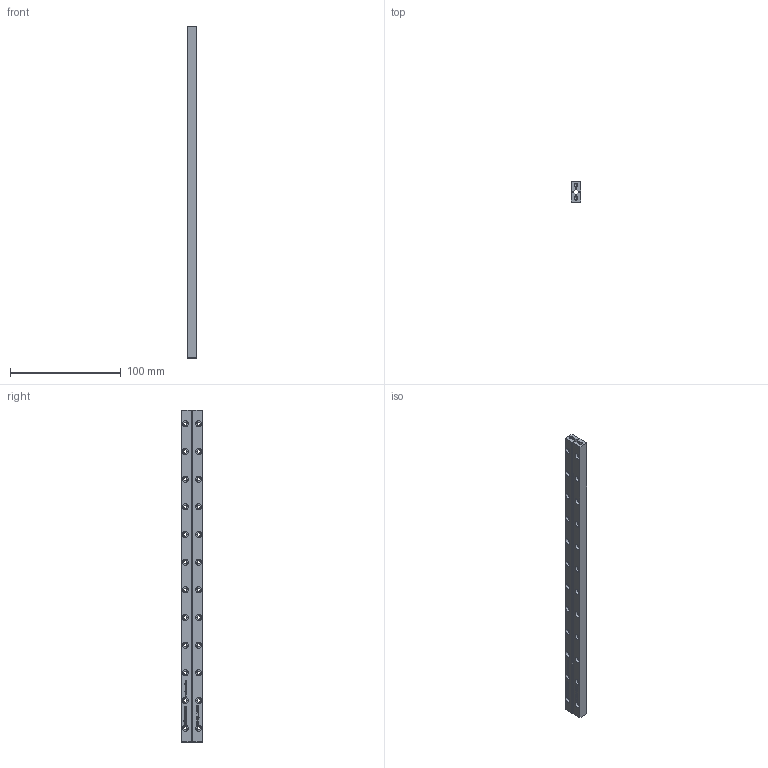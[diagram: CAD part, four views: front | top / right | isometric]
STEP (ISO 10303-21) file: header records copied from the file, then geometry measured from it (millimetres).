
FILE_DESCRIPTION(('FreeCAD Model'),'2;1');
FILE_NAME('RNG 4-300.step' ,'2020-08-08T15:01:30',('Author'),(''), 'Open CASCADE STEP processor 6.8','FreeCAD','Unknown');
FILE_SCHEMA(('AUTOMOTIVE_DESIGN_CC2 { 1 2 10303 214 -1 1 5 4 }'));
Length unit declared in the file: millimetre
Products named in the file (2): ASSEMBLY; Schienenpaar
Assembly tree (1 placements, depth 2):
  ASSEMBLY
    Schienenpaar
Bounding box: 9 x 19 x 300 mm (x, y, z)
Volume: 41704.6 mm3; surface area: 26396.5 mm2
Topology: 2 solids, 2 shells, 780 faces, 2057 edges, 1346 vertices
Faces by surface type: extrusion 437, plane 257, cylinder 54, cone 32
Full cylindrical faces by diameter (mm): 3 x28, 5.5 x24
Entity records: 51159 total; most frequent: CARTESIAN_POINT 12658, DIRECTION 5618, VECTOR 4576, LINE 4139, ORIENTED_EDGE 4106, PCURVE 4106, DEFINITIONAL_REPRESENTATION 4106, B_SPLINE_CURVE_WITH_KNOTS 2217
